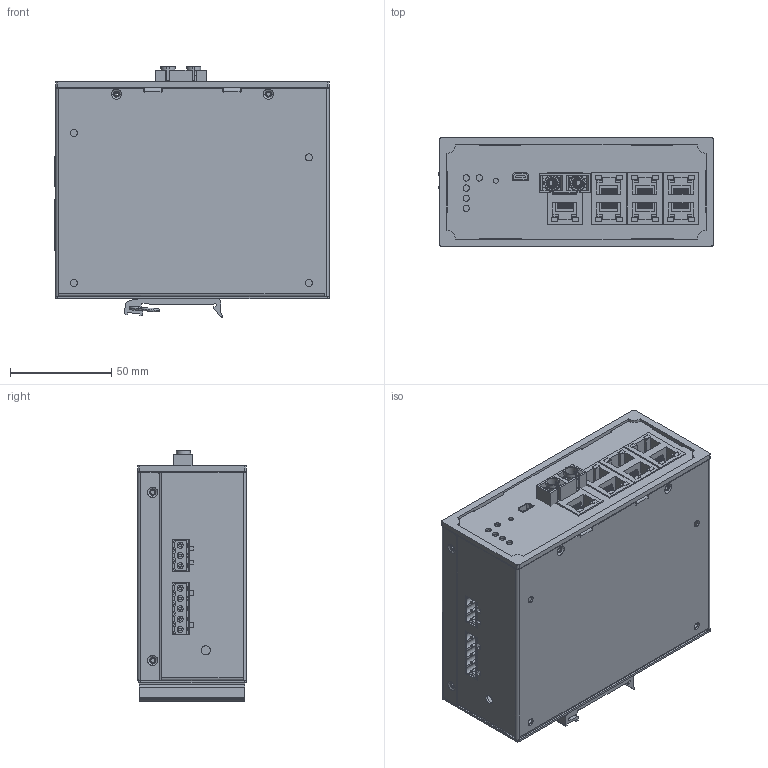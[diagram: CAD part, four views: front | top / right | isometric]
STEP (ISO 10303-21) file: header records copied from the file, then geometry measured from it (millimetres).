
FILE_DESCRIPTION((''),'2;1');
FILE_NAME('0-SICOM3009A-LV_ASM_28_ASM_ASM_ASM','2023-08-17T',('jitianxu'),(''),'PRO/ENGINEER BY PARAMETRIC TECHNOLOGY CORPORATION, 2009360','PRO/ENGINEER BY PARAMETRIC TECHNOLOGY CORPORATION, 2009360','');
FILE_SCHEMA(('AUTOMOTIVE_DESIGN_CC2 { 1 2 10303 214 -1 1 5 2 }'));
Length unit declared in the file: millimetre
Products named in the file (19): DIBAN-KE1009-5_4; 01-DIBAN-KE1009-5_ASM_4_ASM_ASM_ASM; 107011501-3-508-JH-90_1; 107011511-5-508-JH-90_1; 106020004-RESET-ZHAOHUA_1; 102012011-SC-NTR_2; 102012002-ST-AL_2; 107022029-1-2RJ45-OPAL20-T_1; 107994026-USB_1; 02-PCB-3009A-DIANYUANBAN-LV_ASM_ASM; GAIBAN-KE1009-DT_2; 01-GAIBAN-KE1009-DT_ASM_2_ASM_A_ASM; 01-QIANMIANBAN-8T_7; 109020017-MBK-KE1009-DT_3; XINGCAI-52MM_33; KAHUANG-52MM_8; 000-KAGUIZUO-52MM_ASM_10_ASM_AS_ASM; 000-KAGUIZUO-52MM_ASM_ASM_ASM_A_ASM; 0-SICOM3009A-LV_ASM_28_ASM_ASM_ASM
Assembly tree (21 placements, depth 4):
  0-SICOM3009A-LV_ASM_28_ASM_ASM_ASM
    01-DIBAN-KE1009-5_ASM_4_ASM_ASM_ASM
      DIBAN-KE1009-5_4
    02-PCB-3009A-DIANYUANBAN-LV_ASM_ASM
      107011501-3-508-JH-90_1
      107011511-5-508-JH-90_1
      106020004-RESET-ZHAOHUA_1
      102012011-SC-NTR_2
      102012002-ST-AL_2
      107022029-1-2RJ45-OPAL20-T_1  x4
      107994026-USB_1
    01-GAIBAN-KE1009-DT_ASM_2_ASM_A_ASM
      GAIBAN-KE1009-DT_2
    01-QIANMIANBAN-8T_7
    109020017-MBK-KE1009-DT_3
    000-KAGUIZUO-52MM_ASM_ASM_ASM_A_ASM
      000-KAGUIZUO-52MM_ASM_10_ASM_AS_ASM
        XINGCAI-52MM_33
        KAHUANG-52MM_8
Bounding box: 135.4 x 53.6 x 123.89 mm (x, y, z)
Volume: 123234.4 mm3; surface area: 151517.1 mm2
Topology: 16 solids, 20 shells, 1657 faces, 4396 edges, 2884 vertices
Faces by surface type: plane 1116, cylinder 486, cone 26, torus 20, bspline 8, extrusion 1
Entity records: 45306 total; most frequent: CARTESIAN_POINT 7803, DIRECTION 6971, ORIENTED_EDGE 6760, EDGE_CURVE 3388, AXIS2_PLACEMENT_3D 2341, VECTOR 2289, LINE 2288, VERTEX_POINT 2212
